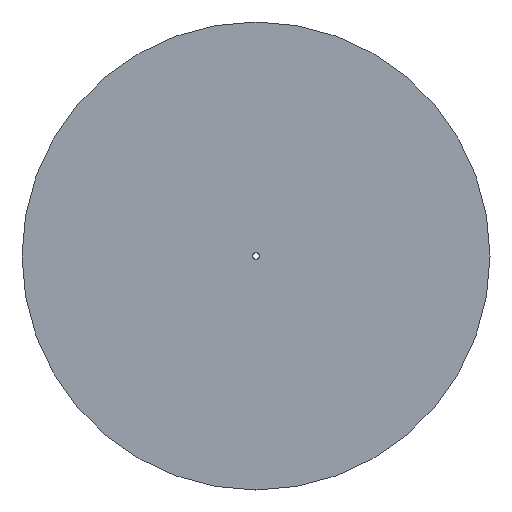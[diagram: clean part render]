
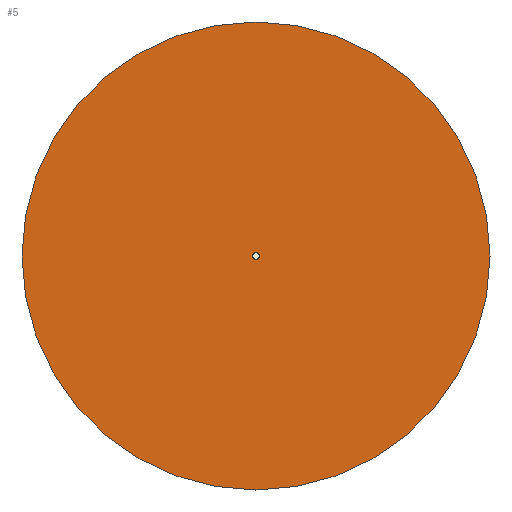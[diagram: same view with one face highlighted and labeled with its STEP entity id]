
A CAD part, left-side view. The second image highlights one B-rep face of the part: STEP entity #5.
In plain terms, the highlighted face is planar.
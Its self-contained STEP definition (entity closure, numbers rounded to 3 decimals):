
#1 = ORIENTED_EDGE ( 'NONE', *, *, #192, .F. ) ;
#3 = DIRECTION ( 'NONE',  ( 0., 0., 1. ) ) ;
#5 = ADVANCED_FACE ( 'NONE', ( #155, #171 ), #38, .T. ) ;
#6 = VERTEX_POINT ( 'NONE', #141 ) ;
#15 = CARTESIAN_POINT ( 'NONE',  ( 0., 0., 50. ) ) ;
#16 = AXIS2_PLACEMENT_3D ( 'NONE', #82, #174, #26 ) ;
#19 = EDGE_LOOP ( 'NONE', ( #1, #173 ) ) ;
#26 = DIRECTION ( 'NONE',  ( -1., 0., 0. ) ) ;
#27 = AXIS2_PLACEMENT_3D ( 'NONE', #35, #3, #80 ) ;
#30 = AXIS2_PLACEMENT_3D ( 'NONE', #46, #69, #159 ) ;
#35 = CARTESIAN_POINT ( 'NONE',  ( 0., 0., 50. ) ) ;
#38 = PLANE ( 'NONE',  #27 ) ;
#46 = CARTESIAN_POINT ( 'NONE',  ( 0., 0., 50. ) ) ;
#58 = CARTESIAN_POINT ( 'NONE',  ( -875., 0., 50. ) ) ;
#62 = ORIENTED_EDGE ( 'NONE', *, *, #167, .T. ) ;
#69 = DIRECTION ( 'NONE',  ( 0., 0., 1. ) ) ;
#70 = CIRCLE ( 'NONE', #98, 875. ) ;
#75 = EDGE_CURVE ( 'NONE', #157, #6, #136, .T. ) ;
#80 = DIRECTION ( 'NONE',  ( -1., 0., 0. ) ) ;
#81 = VERTEX_POINT ( 'NONE', #58 ) ;
#82 = CARTESIAN_POINT ( 'NONE',  ( 0., 0., 50. ) ) ;
#87 = DIRECTION ( 'NONE',  ( -1., 0., 0. ) ) ;
#90 = CIRCLE ( 'NONE', #151, 12.5 ) ;
#93 = EDGE_CURVE ( 'NONE', #170, #81, #168, .T. ) ;
#98 = AXIS2_PLACEMENT_3D ( 'NONE', #15, #181, #87 ) ;
#108 = DIRECTION ( 'NONE',  ( -1., 0., 0. ) ) ;
#110 = ORIENTED_EDGE ( 'NONE', *, *, #93, .T. ) ;
#136 = CIRCLE ( 'NONE', #30, 12.5 ) ;
#141 = CARTESIAN_POINT ( 'NONE',  ( -12.5, 0., 50. ) ) ;
#147 = CARTESIAN_POINT ( 'NONE',  ( 875., 0., 50. ) ) ;
#151 = AXIS2_PLACEMENT_3D ( 'NONE', #195, #182, #108 ) ;
#155 = FACE_BOUND ( 'NONE', #19, .T. ) ;
#157 = VERTEX_POINT ( 'NONE', #176 ) ;
#159 = DIRECTION ( 'NONE',  ( -1., 0., 0. ) ) ;
#167 = EDGE_CURVE ( 'NONE', #81, #170, #70, .T. ) ;
#168 = CIRCLE ( 'NONE', #16, 875. ) ;
#170 = VERTEX_POINT ( 'NONE', #147 ) ;
#171 = FACE_OUTER_BOUND ( 'NONE', #199, .T. ) ;
#173 = ORIENTED_EDGE ( 'NONE', *, *, #75, .F. ) ;
#174 = DIRECTION ( 'NONE',  ( 0., 0., 1. ) ) ;
#176 = CARTESIAN_POINT ( 'NONE',  ( 12.5, 0., 50. ) ) ;
#181 = DIRECTION ( 'NONE',  ( 0., 0., 1. ) ) ;
#182 = DIRECTION ( 'NONE',  ( 0., 0., 1. ) ) ;
#192 = EDGE_CURVE ( 'NONE', #6, #157, #90, .T. ) ;
#195 = CARTESIAN_POINT ( 'NONE',  ( 0., 0., 50. ) ) ;
#199 = EDGE_LOOP ( 'NONE', ( #110, #62 ) ) ;
